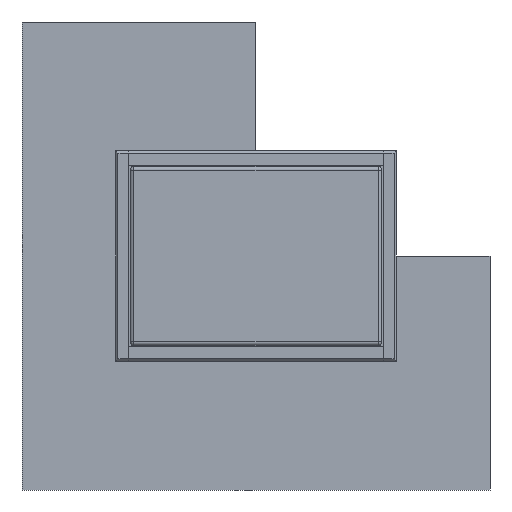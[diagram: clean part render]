
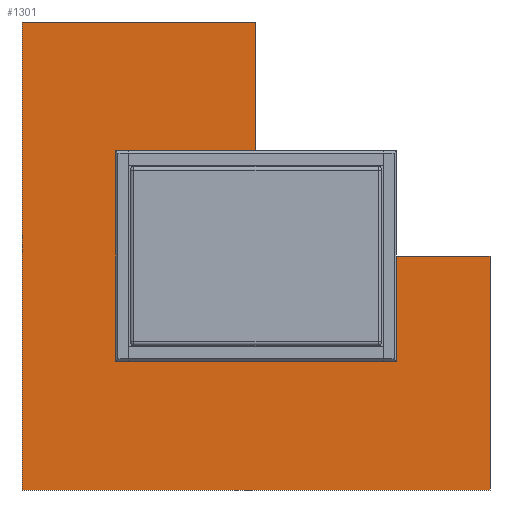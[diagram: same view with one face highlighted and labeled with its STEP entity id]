
A CAD part, front view. The second image highlights one B-rep face of the part: STEP entity #1301.
In plain terms, the highlighted planar face has unit normal (0, -1, 0).
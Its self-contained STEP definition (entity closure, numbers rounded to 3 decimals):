
#1301 = ADVANCED_FACE( '', ( #2901 ), #2902, .F. );
#2901 = FACE_OUTER_BOUND( '', #4905, .T. );
#2902 = PLANE( '', #4906 );
#4905 = EDGE_LOOP( '', ( #8325, #8326, #8327, #8328, #8329, #8330, #8331, #8332, #8333 ) );
#4906 = AXIS2_PLACEMENT_3D( '', #8334, #8335, #8336 );
#8325 = ORIENTED_EDGE( '', *, *, #13580, .T. );
#8326 = ORIENTED_EDGE( '', *, *, #13581, .T. );
#8327 = ORIENTED_EDGE( '', *, *, #13582, .T. );
#8328 = ORIENTED_EDGE( '', *, *, #13583, .T. );
#8329 = ORIENTED_EDGE( '', *, *, #13198, .T. );
#8330 = ORIENTED_EDGE( '', *, *, #13584, .T. );
#8331 = ORIENTED_EDGE( '', *, *, #13585, .T. );
#8332 = ORIENTED_EDGE( '', *, *, #13273, .T. );
#8333 = ORIENTED_EDGE( '', *, *, #13258, .T. );
#8334 = CARTESIAN_POINT( '', ( 0., 0., 0. ) );
#8335 = DIRECTION( '', ( 0., 1., 0. ) );
#8336 = DIRECTION( '', ( 0., 0., 1. ) );
#13198 = EDGE_CURVE( '', #16298, #16299, #16300, .T. );
#13258 = EDGE_CURVE( '', #16394, #16395, #16396, .T. );
#13273 = EDGE_CURVE( '', #16421, #16394, #16422, .T. );
#13580 = EDGE_CURVE( '', #16395, #16903, #16904, .T. );
#13581 = EDGE_CURVE( '', #16903, #16905, #16906, .T. );
#13582 = EDGE_CURVE( '', #16905, #16907, #16908, .T. );
#13583 = EDGE_CURVE( '', #16907, #16298, #16909, .T. );
#13584 = EDGE_CURVE( '', #16299, #16910, #16911, .T. );
#13585 = EDGE_CURVE( '', #16910, #16421, #16912, .T. );
#16298 = VERTEX_POINT( '', #20446 );
#16299 = VERTEX_POINT( '', #20447 );
#16300 = LINE( '', #20448, #20449 );
#16394 = VERTEX_POINT( '', #20588 );
#16395 = VERTEX_POINT( '', #20589 );
#16396 = LINE( '', #20590, #20591 );
#16421 = VERTEX_POINT( '', #20627 );
#16422 = CIRCLE( '', #20628, 1. );
#16903 = VERTEX_POINT( '', #21327 );
#16904 = CIRCLE( '', #21328, 8. );
#16905 = VERTEX_POINT( '', #21329 );
#16906 = LINE( '', #21330, #21331 );
#16907 = VERTEX_POINT( '', #21332 );
#16908 = LINE( '', #21333, #21334 );
#16909 = LINE( '', #21335, #21336 );
#16910 = VERTEX_POINT( '', #21337 );
#16911 = LINE( '', #21338, #21339 );
#16912 = LINE( '', #21340, #21341 );
#20446 = CARTESIAN_POINT( '', ( -20., 0., -20. ) );
#20447 = CARTESIAN_POINT( '', ( 20., 0., -20. ) );
#20448 = CARTESIAN_POINT( '', ( -20., 0., -20. ) );
#20449 = VECTOR( '', #24578, 1000. );
#20588 = CARTESIAN_POINT( '', ( 9.4, 0., 0. ) );
#20589 = CARTESIAN_POINT( '', ( 8., 0., 0. ) );
#20590 = CARTESIAN_POINT( '', ( 9.4, 0., 0. ) );
#20591 = VECTOR( '', #24630, 1000. );
#20627 = CARTESIAN_POINT( '', ( 11.4, 0., 0. ) );
#20628 = AXIS2_PLACEMENT_3D( '', #24642, #24643, #24644 );
#21327 = CARTESIAN_POINT( '', ( 0., 0., 8. ) );
#21328 = AXIS2_PLACEMENT_3D( '', #25002, #25003, #25004 );
#21329 = CARTESIAN_POINT( '', ( 0., 0., 20. ) );
#21330 = CARTESIAN_POINT( '', ( 0., 0., 8. ) );
#21331 = VECTOR( '', #25005, 1000. );
#21332 = CARTESIAN_POINT( '', ( -20., 0., 20. ) );
#21333 = CARTESIAN_POINT( '', ( 0., 0., 20. ) );
#21334 = VECTOR( '', #25006, 1000. );
#21335 = CARTESIAN_POINT( '', ( -20., 0., 20. ) );
#21336 = VECTOR( '', #25007, 1000. );
#21337 = CARTESIAN_POINT( '', ( 20., 0., 0. ) );
#21338 = CARTESIAN_POINT( '', ( 20., 0., -20. ) );
#21339 = VECTOR( '', #25008, 1000. );
#21340 = CARTESIAN_POINT( '', ( 20., 0., 0. ) );
#21341 = VECTOR( '', #25009, 1000. );
#24578 = DIRECTION( '', ( 1., 0., 0. ) );
#24630 = DIRECTION( '', ( -1., 0., 0. ) );
#24642 = CARTESIAN_POINT( '', ( 10.4, 0., 0. ) );
#24643 = DIRECTION( '', ( 0., 1., 0. ) );
#24644 = DIRECTION( '', ( 1., 0., 0. ) );
#25002 = CARTESIAN_POINT( '', ( 0., 0., 0. ) );
#25003 = DIRECTION( '', ( 0., 1., 0. ) );
#25004 = DIRECTION( '', ( 1., 0., 0. ) );
#25005 = DIRECTION( '', ( 0., 0., 1. ) );
#25006 = DIRECTION( '', ( -1., 0., 0. ) );
#25007 = DIRECTION( '', ( 0., 0., -1. ) );
#25008 = DIRECTION( '', ( 0., 0., 1. ) );
#25009 = DIRECTION( '', ( -1., 0., 0. ) );
